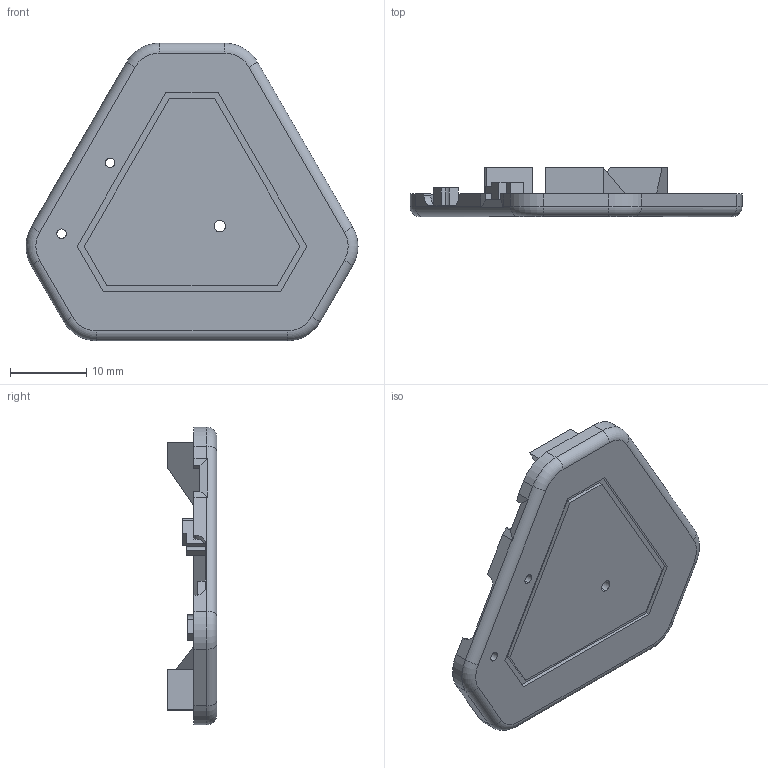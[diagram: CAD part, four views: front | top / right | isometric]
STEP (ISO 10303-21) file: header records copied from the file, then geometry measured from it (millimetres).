
FILE_DESCRIPTION (( 'STEP AP214' ), '1' );
FILE_NAME ('~current~t1-0.15-filled front.STEP', '2024-05-01T21:45:51', ( '' ), ( '' ), 'SwSTEP 2.0', 'SolidWorks 2023', '' );
FILE_SCHEMA (( 'AUTOMOTIVE_DESIGN' ));
Length unit declared in the file: millimetre
Products named in the file (1): ~current~t1-0.15-filled front
Bounding box: 43.66 x 6.5 x 39.15 mm (x, y, z)
Volume: 2557.3 mm3; surface area: 3525.2 mm2
Topology: 1 solids, 1 shells, 111 faces, 296 edges, 192 vertices
Faces by surface type: plane 79, cylinder 26, torus 6
Entity records: 3459 total; most frequent: CARTESIAN_POINT 606, ORIENTED_EDGE 592, DIRECTION 580, EDGE_CURVE 296, LINE 232, VECTOR 232, VERTEX_POINT 192, AXIS2_PLACEMENT_3D 174
